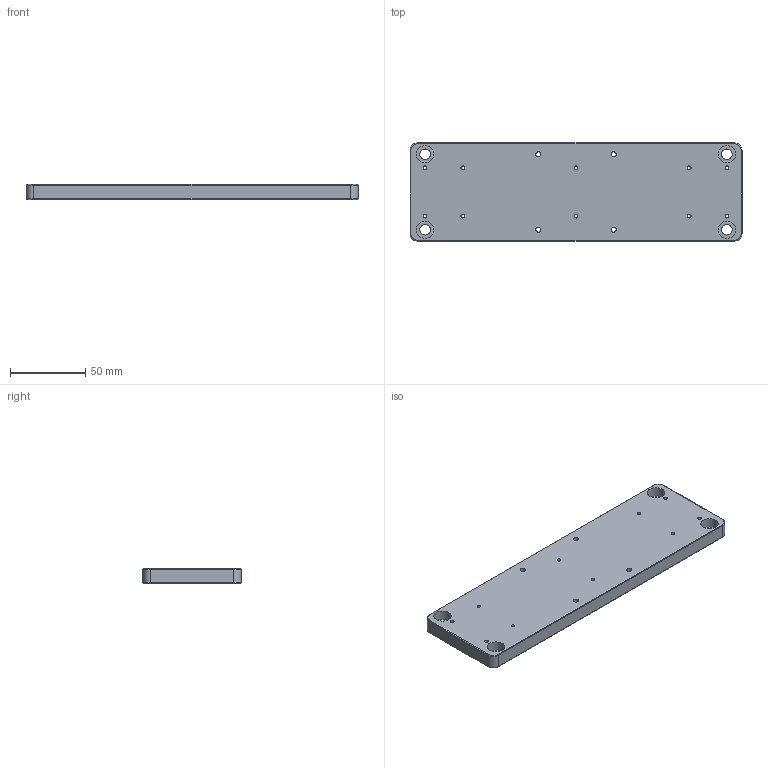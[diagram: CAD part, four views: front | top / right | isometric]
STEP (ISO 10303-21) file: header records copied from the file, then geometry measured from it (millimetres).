
FILE_DESCRIPTION (( 'STEP AP203' ), '1' );
FILE_NAME ('OMLA炵蹈蛌諉啣 OMLA08.STEP', '2021-05-20T08:34:27', ( 'Microsoft' ), ( 'Microsoft' ), 'SwSTEP 2.0', 'SolidWorks 2018', '' );
FILE_SCHEMA (( 'CONFIG_CONTROL_DESIGN' ));
Length unit declared in the file: millimetre
Products named in the file (2): OMLA炵蹈蛌諉啣 OMLA08; OMLA08-01 SPYC40蟀諉啣8
Assembly tree (1 placements, depth 2):
  OMLA炵蹈蛌諉啣 OMLA08
    OMLA08-01 SPYC40蟀諉啣8
Bounding box: 220 x 65 x 10 mm (x, y, z)
Volume: 138573.3 mm3; surface area: 35943.6 mm2
Topology: 1 solids, 1 shells, 210 faces, 539 edges, 354 vertices
Faces by surface type: plane 97, cylinder 56, bspline 49, torus 8
Entity records: 10687 total; most frequent: CARTESIAN_POINT 5538, ORIENTED_EDGE 1078, DIRECTION 889, EDGE_CURVE 539, VERTEX_POINT 354, LINE 319, VECTOR 319, AXIS2_PLACEMENT_3D 285
